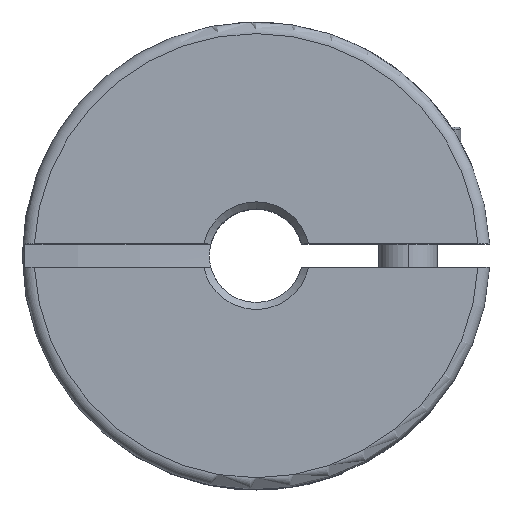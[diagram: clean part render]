
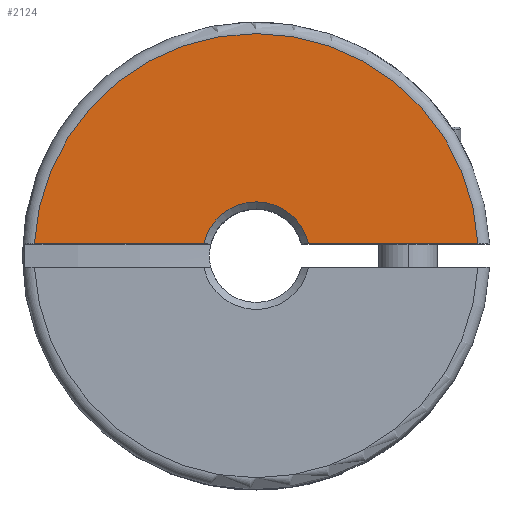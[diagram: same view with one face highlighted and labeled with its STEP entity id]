
A CAD part, top view. The second image highlights one B-rep face of the part: STEP entity #2124.
In plain terms, the highlighted planar face has unit normal (0, 0, 1).
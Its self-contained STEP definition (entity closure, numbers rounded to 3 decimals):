
#76 = VERTEX_POINT ( 'NONE', #2020 ) ;
#145 = AXIS2_PLACEMENT_3D ( 'NONE', #2208, #3611, #1489 ) ;
#172 = DIRECTION ( 'NONE',  ( 0., 0., 1. ) ) ;
#443 = ORIENTED_EDGE ( 'NONE', *, *, #2101, .T. ) ;
#582 = VECTOR ( 'NONE', #3417, 1000. ) ;
#881 = CARTESIAN_POINT ( 'NONE',  ( 0., 0., 9.5 ) ) ;
#972 = ORIENTED_EDGE ( 'NONE', *, *, #2609, .F. ) ;
#1088 = EDGE_LOOP ( 'NONE', ( #3280, #2883, #972, #443 ) ) ;
#1183 = VERTEX_POINT ( 'NONE', #3335 ) ;
#1241 = CARTESIAN_POINT ( 'NONE',  ( 9.487, 0.5, 9.5 ) ) ;
#1470 = CARTESIAN_POINT ( 'NONE',  ( 2.245, 0.5, 9.5 ) ) ;
#1489 = DIRECTION ( 'NONE',  ( 1., 0., 0. ) ) ;
#1557 = DIRECTION ( 'NONE',  ( 1., 0., 0. ) ) ;
#1605 = DIRECTION ( 'NONE',  ( -1., 0., 0. ) ) ;
#1835 = DIRECTION ( 'NONE',  ( 0., 0., 1. ) ) ;
#1888 = CIRCLE ( 'NONE', #145, 2.3 ) ;
#1919 = PLANE ( 'NONE',  #2394 ) ;
#1998 = CARTESIAN_POINT ( 'NONE',  ( 0., 0.5, 9.5 ) ) ;
#2020 = CARTESIAN_POINT ( 'NONE',  ( -9.487, 0.5, 9.5 ) ) ;
#2075 = EDGE_CURVE ( 'NONE', #4245, #76, #3122, .T. ) ;
#2101 = EDGE_CURVE ( 'NONE', #1183, #4150, #1888, .T. ) ;
#2124 = ADVANCED_FACE ( 'NONE', ( #2575 ), #1919, .T. ) ;
#2208 = CARTESIAN_POINT ( 'NONE',  ( 0., 0., 9.5 ) ) ;
#2232 = CARTESIAN_POINT ( 'NONE',  ( 0., 0., 9.5 ) ) ;
#2394 = AXIS2_PLACEMENT_3D ( 'NONE', #2232, #172, #1557 ) ;
#2575 = FACE_OUTER_BOUND ( 'NONE', #1088, .T. ) ;
#2609 = EDGE_CURVE ( 'NONE', #1183, #76, #3734, .T. ) ;
#2760 = VECTOR ( 'NONE', #1605, 1000. ) ;
#2776 = EDGE_CURVE ( 'NONE', #4245, #4150, #4364, .T. ) ;
#2883 = ORIENTED_EDGE ( 'NONE', *, *, #2075, .T. ) ;
#3122 = CIRCLE ( 'NONE', #3202, 9.5 ) ;
#3202 = AXIS2_PLACEMENT_3D ( 'NONE', #881, #1835, #3977 ) ;
#3280 = ORIENTED_EDGE ( 'NONE', *, *, #2776, .F. ) ;
#3335 = CARTESIAN_POINT ( 'NONE',  ( -2.245, 0.5, 9.5 ) ) ;
#3417 = DIRECTION ( 'NONE',  ( -1., 0., 0. ) ) ;
#3611 = DIRECTION ( 'NONE',  ( 0., 0., -1. ) ) ;
#3734 = LINE ( 'NONE', #1998, #582 ) ;
#3977 = DIRECTION ( 'NONE',  ( 1., 0., 0. ) ) ;
#4150 = VERTEX_POINT ( 'NONE', #1470 ) ;
#4245 = VERTEX_POINT ( 'NONE', #1241 ) ;
#4339 = CARTESIAN_POINT ( 'NONE',  ( 0., 0.5, 9.5 ) ) ;
#4364 = LINE ( 'NONE', #4339, #2760 ) ;
